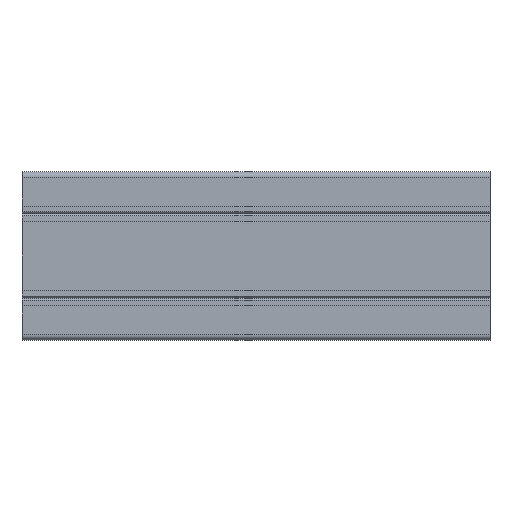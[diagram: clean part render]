
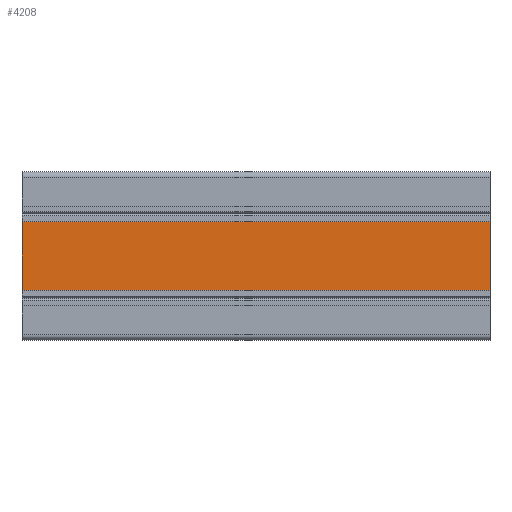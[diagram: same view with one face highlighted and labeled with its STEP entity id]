
A CAD part, left-side view. The second image highlights one B-rep face of the part: STEP entity #4208.
In plain terms, the highlighted planar face has unit normal (-1, 0, 0).
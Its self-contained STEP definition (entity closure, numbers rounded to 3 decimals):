
#91=PLANE('',#4551);
#284=FACE_OUTER_BOUND('',#495,.T.);
#495=EDGE_LOOP('',(#3204,#3205,#3206,#3207));
#832=LINE('',#6551,#1305);
#833=LINE('',#6554,#1306);
#834=LINE('',#6556,#1307);
#835=LINE('',#6557,#1308);
#1305=VECTOR('',#5354,10.);
#1306=VECTOR('',#5357,10.);
#1307=VECTOR('',#5358,10.);
#1308=VECTOR('',#5359,10.);
#1941=VERTEX_POINT('',#6547);
#1942=VERTEX_POINT('',#6549);
#1943=VERTEX_POINT('',#6553);
#1944=VERTEX_POINT('',#6555);
#2468=EDGE_CURVE('',#1941,#1942,#832,.T.);
#2469=EDGE_CURVE('',#1943,#1941,#833,.T.);
#2470=EDGE_CURVE('',#1944,#1942,#834,.T.);
#2471=EDGE_CURVE('',#1943,#1944,#835,.T.);
#3204=ORIENTED_EDGE('',*,*,#2469,.T.);
#3205=ORIENTED_EDGE('',*,*,#2468,.T.);
#3206=ORIENTED_EDGE('',*,*,#2470,.F.);
#3207=ORIENTED_EDGE('',*,*,#2471,.F.);
#4208=ADVANCED_FACE('',(#284),#91,.T.);
#4551=AXIS2_PLACEMENT_3D('',#6552,#5355,#5356);
#5354=DIRECTION('',(0.,1.,0.));
#5355=DIRECTION('center_axis',(-1.,0.,0.));
#5356=DIRECTION('ref_axis',(0.,0.,1.));
#5357=DIRECTION('',(0.,0.,1.));
#5358=DIRECTION('',(0.,0.,1.));
#5359=DIRECTION('',(0.,1.,0.));
#6547=CARTESIAN_POINT('',(0.,0.,63.34));
#6549=CARTESIAN_POINT('',(0.,250.,63.34));
#6551=CARTESIAN_POINT('',(0.,0.,63.34));
#6552=CARTESIAN_POINT('Origin',(0.,0.,26.66));
#6553=CARTESIAN_POINT('',(0.,0.,26.66));
#6554=CARTESIAN_POINT('',(0.,0.,26.66));
#6555=CARTESIAN_POINT('',(0.,250.,26.66));
#6556=CARTESIAN_POINT('',(0.,250.,26.66));
#6557=CARTESIAN_POINT('',(0.,0.,26.66));
